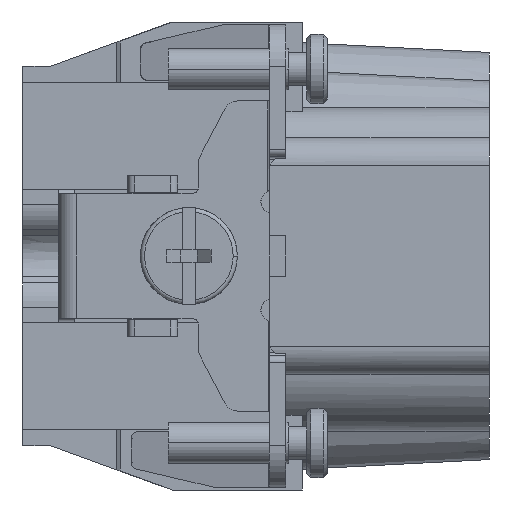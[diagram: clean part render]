
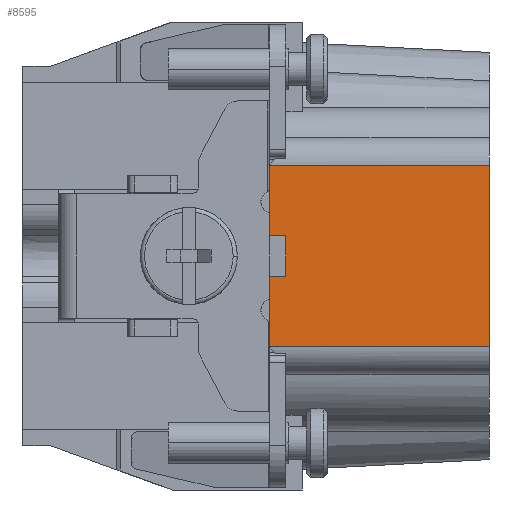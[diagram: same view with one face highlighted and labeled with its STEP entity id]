
A CAD part, left-side view. The second image highlights one B-rep face of the part: STEP entity #8595.
In plain terms, the highlighted planar face has unit normal (-1, 0, 0).
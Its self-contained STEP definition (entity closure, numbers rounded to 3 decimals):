
#8595=ADVANCED_FACE('',(#16648),#12734,.T.);
#12734=PLANE('',#95560);
#16648=FACE_OUTER_BOUND('',#21351,.T.);
#21351=EDGE_LOOP('',(#40906,#40907,#40908,#40909,#40910,#40911,#40912,#40913));
#40906=ORIENTED_EDGE('',*,*,#57762,.T.);
#40907=ORIENTED_EDGE('',*,*,#68315,.T.);
#40908=ORIENTED_EDGE('',*,*,#68316,.F.);
#40909=ORIENTED_EDGE('',*,*,#68317,.F.);
#40910=ORIENTED_EDGE('',*,*,#68318,.T.);
#40911=ORIENTED_EDGE('',*,*,#67578,.T.);
#40912=ORIENTED_EDGE('',*,*,#68314,.T.);
#40913=ORIENTED_EDGE('',*,*,#68319,.F.);
#49038=VERTEX_POINT('',#119354);
#49055=VERTEX_POINT('',#119389);
#49056=VERTEX_POINT('',#119391);
#55610=VERTEX_POINT('',#141901);
#56076=VERTEX_POINT('',#143826);
#56077=VERTEX_POINT('',#143830);
#56078=VERTEX_POINT('',#143832);
#56079=VERTEX_POINT('',#143834);
#57762=EDGE_CURVE('',#49056,#49055,#70955,.T.);
#67578=EDGE_CURVE('',#49038,#55610,#79452,.T.);
#68314=EDGE_CURVE('',#55610,#56076,#79938,.T.);
#68315=EDGE_CURVE('',#49055,#56077,#79939,.T.);
#68316=EDGE_CURVE('',#56078,#56077,#79940,.T.);
#68317=EDGE_CURVE('',#56079,#56078,#79941,.T.);
#68318=EDGE_CURVE('',#56079,#49038,#79942,.T.);
#68319=EDGE_CURVE('',#49056,#56076,#79943,.T.);
#70955=LINE('',#119390,#80976);
#79452=LINE('',#141902,#89473);
#79938=LINE('',#143827,#89959);
#79939=LINE('',#143829,#89960);
#79940=LINE('',#143831,#89961);
#79941=LINE('',#143833,#89962);
#79942=LINE('',#143835,#89963);
#79943=LINE('',#143836,#89964);
#80976=VECTOR('',#97134,1.);
#89473=VECTOR('',#113909,1.);
#89959=VECTOR('',#115247,1.);
#89960=VECTOR('',#115250,1.);
#89961=VECTOR('',#115251,1.);
#89962=VECTOR('',#115252,1.);
#89963=VECTOR('',#115253,1.);
#89964=VECTOR('',#115254,1.);
#95560=AXIS2_PLACEMENT_3D('',#143837,#115255,#115256);
#97134=DIRECTION('',(0.,0.,-1.));
#113909=DIRECTION('',(0.,-1.,0.));
#115247=DIRECTION('',(0.,0.,1.));
#115250=DIRECTION('',(0.,-1.,0.));
#115251=DIRECTION('',(0.,0.,1.));
#115252=DIRECTION('',(0.,-1.,0.));
#115253=DIRECTION('',(0.,0.,-1.));
#115254=DIRECTION('',(0.,-1.,0.));
#115255=DIRECTION('',(-1.,0.,0.));
#115256=DIRECTION('',(0.,-1.,0.));
#119354=CARTESIAN_POINT('',(-55.5,2.4,-6.55));
#119389=CARTESIAN_POINT('',(-55.5,2.4,1.45));
#119390=CARTESIAN_POINT('',(-55.5,2.4,6.55));
#119391=CARTESIAN_POINT('',(-55.5,2.4,6.55));
#141901=CARTESIAN_POINT('',(-55.5,-13.5,-6.55));
#141902=CARTESIAN_POINT('',(-55.5,2.4,-6.55));
#143826=CARTESIAN_POINT('',(-55.5,-13.5,6.55));
#143827=CARTESIAN_POINT('',(-55.5,-13.5,-6.55));
#143829=CARTESIAN_POINT('',(-55.5,2.4,1.45));
#143830=CARTESIAN_POINT('',(-55.5,1.2,1.45));
#143831=CARTESIAN_POINT('',(-55.5,1.2,-1.45));
#143832=CARTESIAN_POINT('',(-55.5,1.2,-1.45));
#143833=CARTESIAN_POINT('',(-55.5,2.4,-1.45));
#143834=CARTESIAN_POINT('',(-55.5,2.4,-1.45));
#143835=CARTESIAN_POINT('',(-55.5,2.4,-1.45));
#143836=CARTESIAN_POINT('',(-55.5,2.4,6.55));
#143837=CARTESIAN_POINT('',(-55.5,20.2,-16.9));
